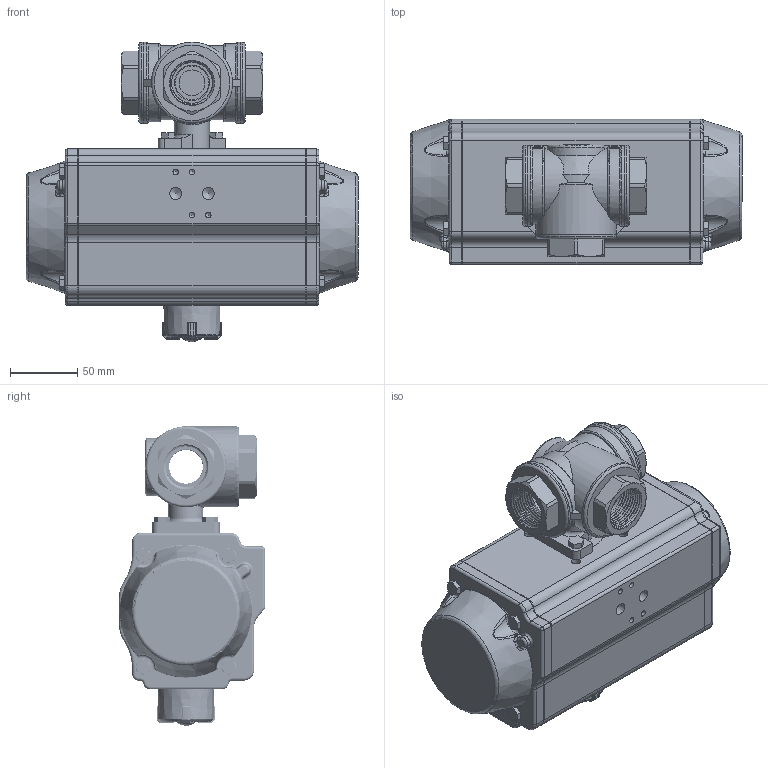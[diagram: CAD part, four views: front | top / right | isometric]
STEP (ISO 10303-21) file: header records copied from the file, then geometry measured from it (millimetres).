
FILE_DESCRIPTION(/* description */ ('Unknown','CAx-IF Rec.Pracs.---Representation and Presentation of Product Manufacturing Information (PMI)---4.0---2014-10-13','CAx-IF Rec.Pracs.---3D Tessellated Geometry---0.4---2014-09-14','2;1'),/* implementation_level */ '2;1');
FILE_NAME(/* name */ 'FR04 0837_0838-06',/* time_stamp */ '2023-10-31T09:30:12+01:00',/* author */ ('Unknown'),/* organization */ ('Unknown'),/* preprocessor_version */ 'ST-DEVELOPER v18.102',/* originating_system */ 'Solid Edge',/* authorisation */ 'Unknown');
FILE_SCHEMA (('FEATURE_BASED_PROCESS_PLANNING','PROCESS_PLANNING_SCHEMA','AP242_MANAGED_MODEL_BASED_3D_ENGINEERING_MIM_LF { 1 0 10303 442 1 1 4 }'));
Products named in the file (14): FR04 0837_0838-06; 2.330_335.025; 351-06-002; 351-06-005; 351-06-001; DIN558_M_6x16.1.3; DW05_FR04_(DW110_FR81); ____; ________(___________; _____________; ______; hexagon head bolts--product grade c gb_GB_FASTENER_BOLT_HHBC M6X30-N; cup head nib bolts with large head gb_GB_FASTENER_BOLT_CHNBW M6X25-N; KP-88
Assembly tree (26 placements, depth 4):
  FR04 0837_0838-06
    2.330_335.025
      351-06-002  x3
      351-06-005
      351-06-001
    DIN558_M_6x16.1.3  x3
    DW05_FR04_(DW110_FR81)
      ____
        ________(___________  x2
        _____________  x2
        ______
      hexagon head bolts--product grade c gb_GB_FASTENER_BOLT_HHBC M6X30-N  x8
      cup head nib bolts with large head gb_GB_FASTENER_BOLT_CHNBW M6X25-N
      KP-88
Bounding box: 246 x 108 x 221.81 mm (x, y, z)
Volume: 2608260.7 mm3; surface area: 225790.4 mm2
Topology: 23 solids, 23 shells, 2064 faces, 5468 edges, 3510 vertices
Faces by surface type: plane 1048, cylinder 473, bspline 230, cone 177, torus 124, sphere 12
Full cylindrical faces by diameter (mm): 3 x16, 3.3 x10, 4 x13, 4.2 x4, 4.66 x1, 5 x17, 6 x12, 6.2 x1, 6.8 x4, 7 x3, 8.8 x2, 12 x2, 15 x4, 17 x1, 18 x1, 19 x1, 24.6 x1, 24.8 x1, 25 x3, 26 x1, 30.291 x24, 35.2 x1, 38 x4, 38.5 x1, 44 x3, 51 x5, 51.5 x16, 53 x15, 53.5 x3, 60 x3
Entity records: 67205 total; most frequent: CARTESIAN_POINT 28532, ORIENTED_EDGE 8190, DIRECTION 7535, EDGE_CURVE 4095, VERTEX_POINT 2769, AXIS2_PLACEMENT_3D 2683, LINE 2169, VECTOR 2169
